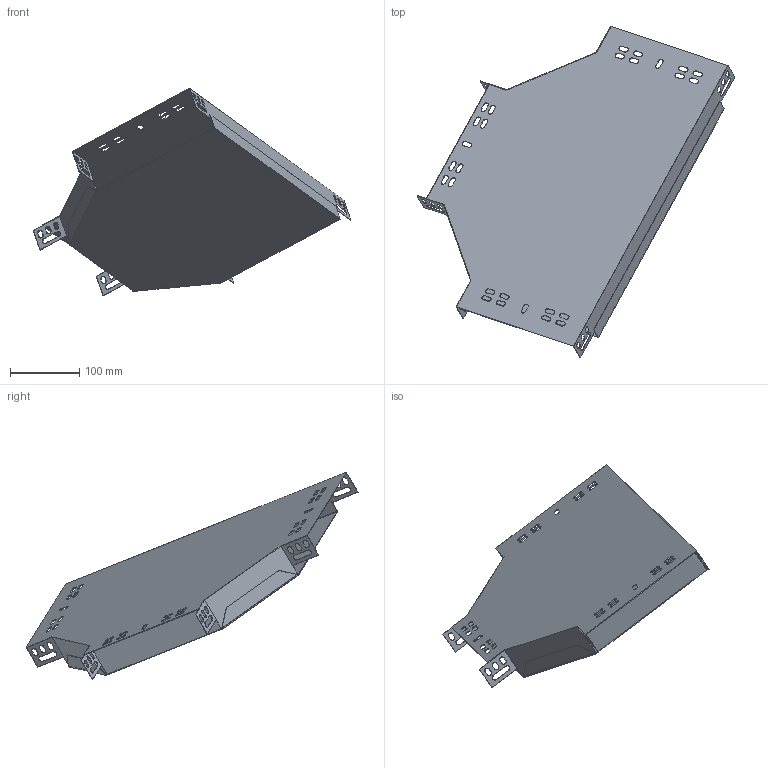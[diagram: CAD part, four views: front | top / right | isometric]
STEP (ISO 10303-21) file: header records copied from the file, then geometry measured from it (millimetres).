
FILE_DESCRIPTION (( 'STEP AP203' ), '1' );
FILE_NAME ('CLP1T-050-200-M-HDZ Ðàçâåòâèòåëü Ò-îáðàçíûé 50õ200 IEK HDZ.STEP', '2016-02-24T11:37:52', ( '' ), ( '' ), 'SwSTEP 2.0', 'SolidWorks 2014', '' );
FILE_SCHEMA (( 'CONFIG_CONTROL_DESIGN' ));
Length unit declared in the file: millimetre
Products named in the file (1): CLP1T-050-200-M-HDZ Ðàçâåòâèòåëü Ò-îáðàçíûé 50õ200 IEK HDZ
Bounding box: 460.26 x 481.02 x 301.08 mm (x, y, z)
Volume: 238707.2 mm3; surface area: 600992.2 mm2
Topology: 2 solids, 2 shells, 272 faces, 794 edges, 526 vertices
Faces by surface type: plane 170, cylinder 102
Entity records: 9281 total; most frequent: CARTESIAN_POINT 1593, ORIENTED_EDGE 1588, DIRECTION 1544, EDGE_CURVE 794, LINE 590, VECTOR 590, VERTEX_POINT 526, AXIS2_PLACEMENT_3D 477
